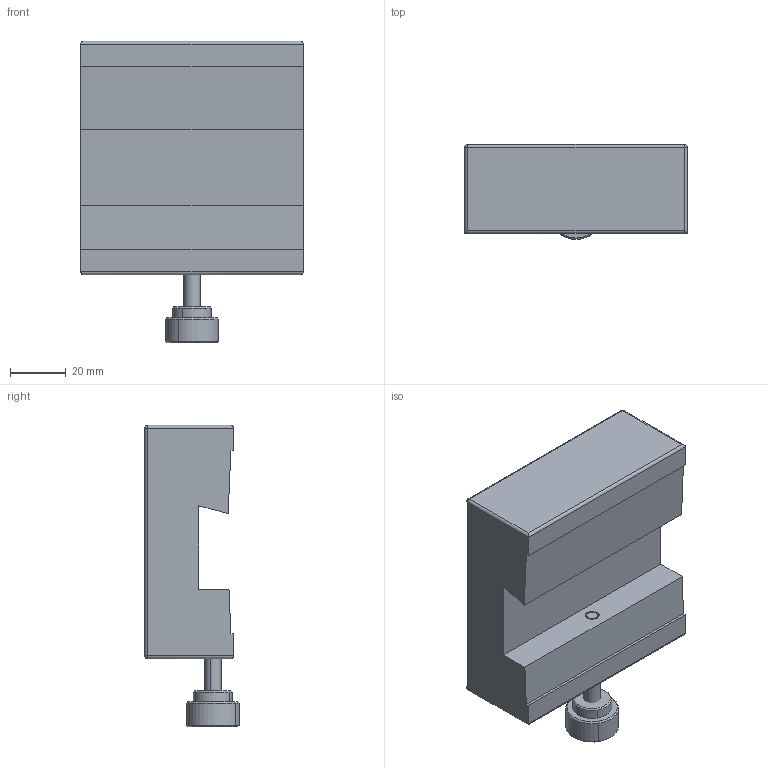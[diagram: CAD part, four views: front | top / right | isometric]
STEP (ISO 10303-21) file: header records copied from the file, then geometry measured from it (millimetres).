
FILE_DESCRIPTION (( 'STEP AP203' ), '1' );
FILE_NAME ('01OCR-2M.STEP', '2016-02-25T03:52:33', ( '' ), ( '' ), 'SwSTEP 2.0', 'SolidWorks 2016', '' );
FILE_SCHEMA (( 'CONFIG_CONTROL_DESIGN' ));
Length unit declared in the file: millimetre
Products named in the file (1): 01OCR-2M
Bounding box: 80 x 34 x 108.5 mm (x, y, z)
Surface area: 28976.7 mm2 (no closed solid volume)
Topology: 0 solids, 5 shells, 95 faces, 246 edges, 154 vertices
Faces by surface type: cylinder 58, plane 25, cone 8, sphere 4
Entity records: 2963 total; most frequent: DIRECTION 548, CARTESIAN_POINT 504, ORIENTED_EDGE 432, EDGE_CURVE 242, AXIS2_PLACEMENT_3D 214, VERTEX_POINT 154, VECTOR 120, LINE 120
